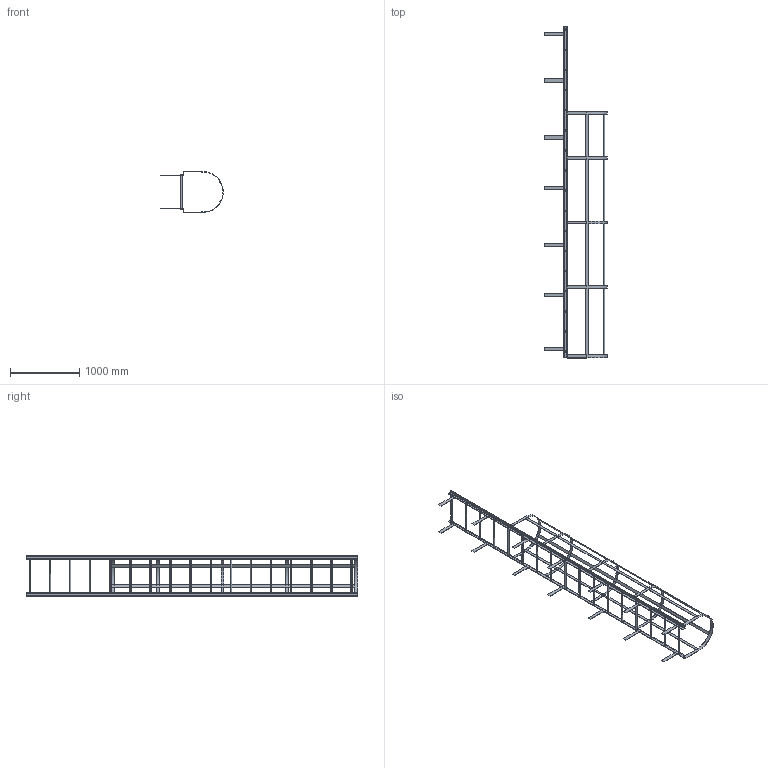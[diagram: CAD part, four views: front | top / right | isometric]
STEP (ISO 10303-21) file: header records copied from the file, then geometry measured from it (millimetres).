
FILE_DESCRIPTION(('FreeCAD Model'),'2;1');
FILE_NAME('Open CASCADE Shape Model','2025-05-09T19:22:59',('FreeCAD'),( 'FreeCAD'),'Open CASCADE STEP processor 7.6','FreeCAD','Unknown');
FILE_SCHEMA(('AUTOMOTIVE_DESIGN { 1 0 10303 214 1 1 1 1 }'));
Length unit declared in the file: millimetre
Products named in the file (1): Open CASCADE STEP translator 7.6 1
Bounding box: 902.19 x 4792.83 x 590.63 mm (x, y, z)
Volume: 12288582.6 mm3; surface area: 4734986.2 mm2
Topology: 42 solids, 42 shells, 380 faces, 820 edges, 524 vertices
Faces by surface type: bspline 380
Entity records: 10734 total; most frequent: CARTESIAN_POINT 5665, ORIENTED_EDGE 1640, EDGE_CURVE 820, VERTEX_POINT 524, B_SPLINE_CURVE_WITH_KNOTS 516, FACE_BOUND 448, EDGE_LOOP 448, ADVANCED_FACE 380
